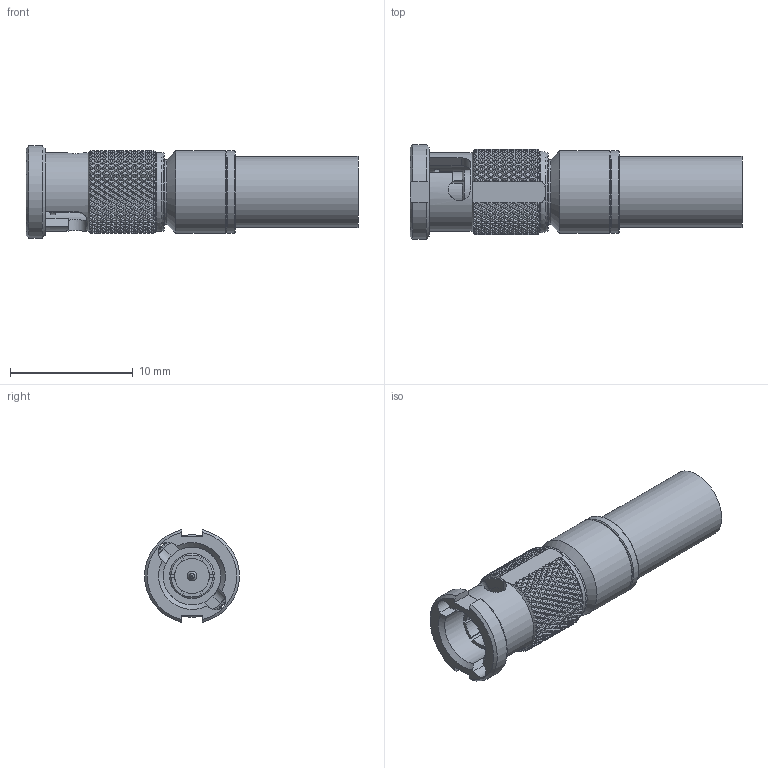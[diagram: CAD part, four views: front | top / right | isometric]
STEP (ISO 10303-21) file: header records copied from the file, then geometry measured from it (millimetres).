
FILE_DESCRIPTION (( 'STEP AP203' ), '1' );
FILE_NAME ('LCCN3098_3D.step', '2021-11-23T18:25:37', ( '' ), ( '' ), 'SwSTEP 2.0', 'SolidWorks 2021', '' );
FILE_SCHEMA (( 'CONFIG_CONTROL_DESIGN' ));
Products named in the file (1): LCCN3098_3D
Bounding box: 27.06 x 7.73 x 7.56 mm (x, y, z)
Volume: 633.6 mm3; surface area: 1243.8 mm2
Topology: 3 solids, 3 shells, 3095 faces, 6563 edges, 3481 vertices
Faces by surface type: bspline 2340, cylinder 647, plane 71, cone 36, torus 1
Full cylindrical faces by diameter (mm): 0.376 x1, 0.4 x1, 0.526 x1, 0.635 x1, 0.672 x1, 0.762 x1, 0.784 x2, 0.864 x1, 1.038 x1, 1.4 x1, 2.86 x1, 2.909 x1, 3.581 x1, 4.123 x1, 4.267 x1, 4.716 x1, 4.775 x1, 5.29 x1, 5.791 x1, 6.412 x1, 6.429 x1, 6.736 x2
Entity records: 133692 total; most frequent: CARTESIAN_POINT 93976, ORIENTED_EDGE 13026, EDGE_CURVE 6513, VERTEX_POINT 3471, EDGE_LOOP 3148, FACE_OUTER_BOUND 3119, ADVANCED_FACE 3094, B_SPLINE_CURVE_WITH_KNOTS 2648
